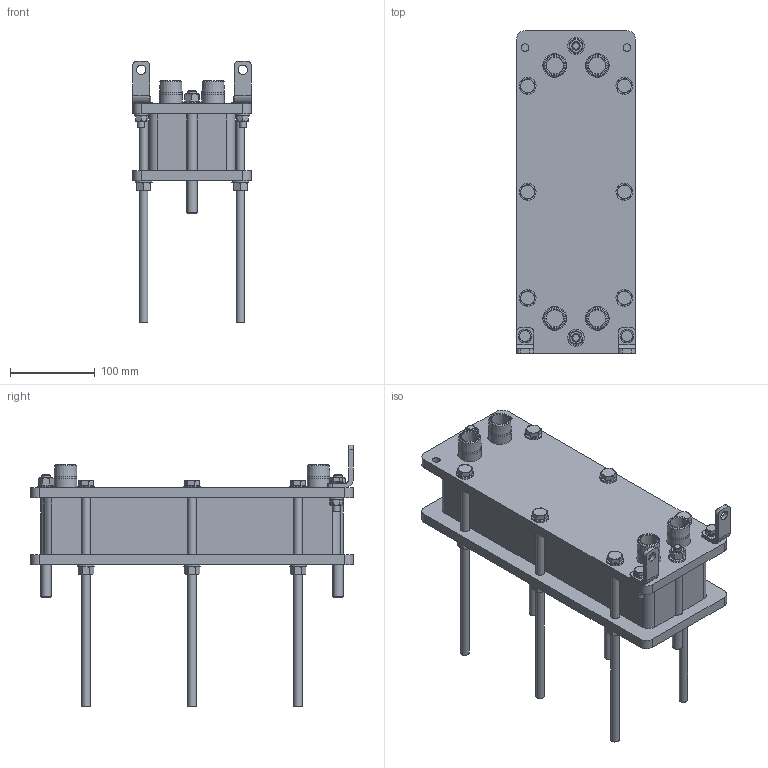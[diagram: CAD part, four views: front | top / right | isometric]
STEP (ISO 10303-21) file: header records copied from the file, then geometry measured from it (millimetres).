
FILE_DESCRIPTION(/* description */ (''),/* implementation_level */ '2;1');
FILE_NAME(/* name */ 'item390_Edward_Frenander_T2-FG.stp',/* time_stamp */ '2019-07-08T13:38:32+08:00',/* author */ ('CNSHTZUA'),/* organization */ (''),/* preprocessor_version */ 'ST-DEVELOPER v17.2',/* originating_system */ 'Autodesk Inventor 2019',/* authorisation */ '0 mm^3');
FILE_SCHEMA (('AUTOMOTIVE_DESIGN { 1 0 10303 214 3 1 1 }'));
Length unit declared in the file: millimetre
Products named in the file (13): Assembly1; T2 Frame Plate FG; T2 Pressure Plate FG; T2 Guide fond fixe 12-15; 3490003921; 3490003319; 221036-03; 70560; 27345; 41456; 1644380-01; 3490001325; Package
Assembly tree (47 placements, depth 2):
  Assembly1
    T2 Frame Plate FG
    T2 Pressure Plate FG
    T2 Guide fond fixe 12-15  x2
    41456  x14
    1644380-01  x8
    3490003921  x4
    3490003319  x2
    221036-03  x2
    70560  x4
    27345  x2
    3490001325  x6
    Package
Bounding box: 140 x 380 x 308 mm (x, y, z)
Volume: 3827422.6 mm3; surface area: 500733.6 mm2
Topology: 47 solids, 47 shells, 508 faces, 1194 edges, 802 vertices
Faces by surface type: plane 254, cylinder 140, cone 104, torus 10
Full cylindrical faces by diameter (mm): 6.647 x2, 8 x2, 8.376 x8, 8.4 x4, 9 x6, 10 x8, 10.5 x16, 11 x2, 11.5 x12, 11.63 x2, 12 x2, 12.5 x2, 14 x6, 16 x4, 20 x18, 25.9 x4, 26.7 x8, 28 x4, 44 x4
Entity records: 6508 total; most frequent: CARTESIAN_POINT 1196, DIRECTION 1086, ORIENTED_EDGE 908, EDGE_CURVE 454, AXIS2_PLACEMENT_3D 450, VERTEX_POINT 308, EDGE_LOOP 244, CIRCLE 214
